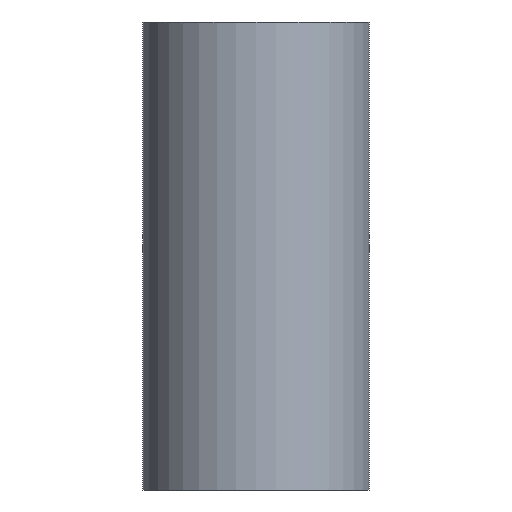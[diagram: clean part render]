
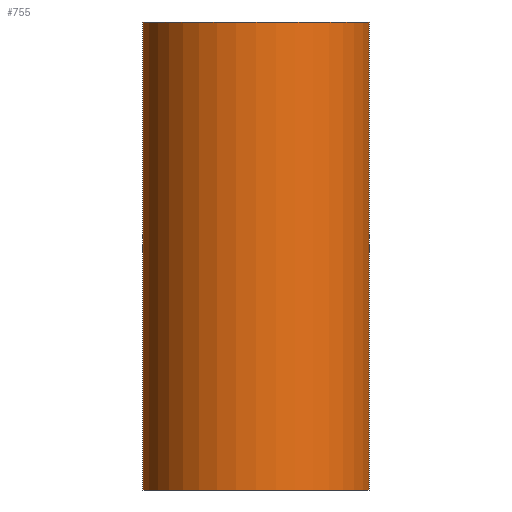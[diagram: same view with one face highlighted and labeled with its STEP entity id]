
A CAD part, front view. The second image highlights one B-rep face of the part: STEP entity #755.
In plain terms, the highlighted cylindrical face has radius 50.8 mm (diameter 101.6 mm), a partial arc.
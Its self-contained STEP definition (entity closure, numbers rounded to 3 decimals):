
#28 = AXIS2_PLACEMENT_3D ( 'NONE', #1651, #474, #868 ) ;
#51 = CYLINDRICAL_SURFACE ( 'NONE', #28, 50.8 ) ;
#79 = ORIENTED_EDGE ( 'NONE', *, *, #539, .T. ) ;
#92 = EDGE_CURVE ( 'NONE', #1512, #676, #189, .T. ) ;
#96 = ORIENTED_EDGE ( 'NONE', *, *, #462, .T. ) ;
#163 = ORIENTED_EDGE ( 'NONE', *, *, #300, .F. ) ;
#189 = LINE ( 'NONE', #604, #1375 ) ;
#284 = CARTESIAN_POINT ( 'NONE',  ( -50.8, 0., -104.8 ) ) ;
#300 = EDGE_CURVE ( 'NONE', #856, #1512, #1111, .T. ) ;
#377 = DIRECTION ( 'NONE',  ( 0., 0., 1. ) ) ;
#462 = EDGE_CURVE ( 'NONE', #566, #676, #1280, .T. ) ;
#474 = DIRECTION ( 'NONE',  ( 0., 0., -1. ) ) ;
#526 = CARTESIAN_POINT ( 'NONE',  ( 0., 0., 104.8 ) ) ;
#539 = EDGE_CURVE ( 'NONE', #856, #566, #545, .T. ) ;
#545 = LINE ( 'NONE', #552, #1618 ) ;
#552 = CARTESIAN_POINT ( 'NONE',  ( -50.8, 0., 104.8 ) ) ;
#566 = VERTEX_POINT ( 'NONE', #284 ) ;
#604 = CARTESIAN_POINT ( 'NONE',  ( 50.8, 0., 104.8 ) ) ;
#663 = DIRECTION ( 'NONE',  ( 1., 0., 0. ) ) ;
#676 = VERTEX_POINT ( 'NONE', #1601 ) ;
#755 = ADVANCED_FACE ( 'NONE', ( #1357 ), #51, .T. ) ;
#856 = VERTEX_POINT ( 'NONE', #996 ) ;
#868 = DIRECTION ( 'NONE',  ( -1., 0., 0. ) ) ;
#996 = CARTESIAN_POINT ( 'NONE',  ( -50.8, 0., 104.8 ) ) ;
#1031 = AXIS2_PLACEMENT_3D ( 'NONE', #1408, #377, #663 ) ;
#1064 = DIRECTION ( 'NONE',  ( 0., 0., -1. ) ) ;
#1111 = CIRCLE ( 'NONE', #1675, 50.8 ) ;
#1175 = DIRECTION ( 'NONE',  ( 1., 0., 0. ) ) ;
#1280 = CIRCLE ( 'NONE', #1031, 50.8 ) ;
#1353 = ORIENTED_EDGE ( 'NONE', *, *, #92, .F. ) ;
#1357 = FACE_OUTER_BOUND ( 'NONE', #1663, .T. ) ;
#1367 = DIRECTION ( 'NONE',  ( 0., 0., -1. ) ) ;
#1375 = VECTOR ( 'NONE', #1367, 1000. ) ;
#1408 = CARTESIAN_POINT ( 'NONE',  ( 0., 0., -104.8 ) ) ;
#1512 = VERTEX_POINT ( 'NONE', #1560 ) ;
#1560 = CARTESIAN_POINT ( 'NONE',  ( 50.8, 0., 104.8 ) ) ;
#1579 = DIRECTION ( 'NONE',  ( 0., 0., 1. ) ) ;
#1601 = CARTESIAN_POINT ( 'NONE',  ( 50.8, 0., -104.8 ) ) ;
#1618 = VECTOR ( 'NONE', #1064, 1000. ) ;
#1651 = CARTESIAN_POINT ( 'NONE',  ( 0., 0., 104.8 ) ) ;
#1663 = EDGE_LOOP ( 'NONE', ( #1353, #163, #79, #96 ) ) ;
#1675 = AXIS2_PLACEMENT_3D ( 'NONE', #526, #1579, #1175 ) ;
